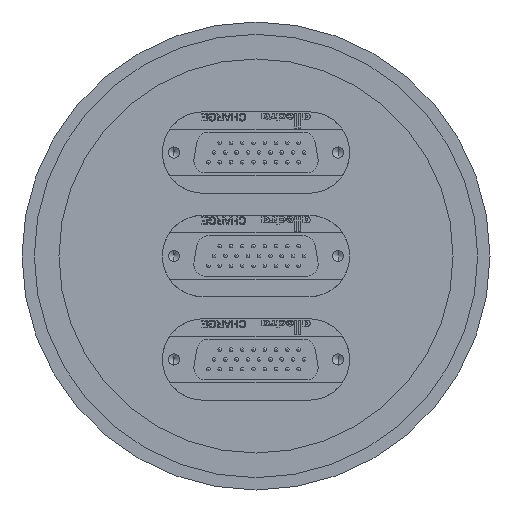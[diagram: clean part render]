
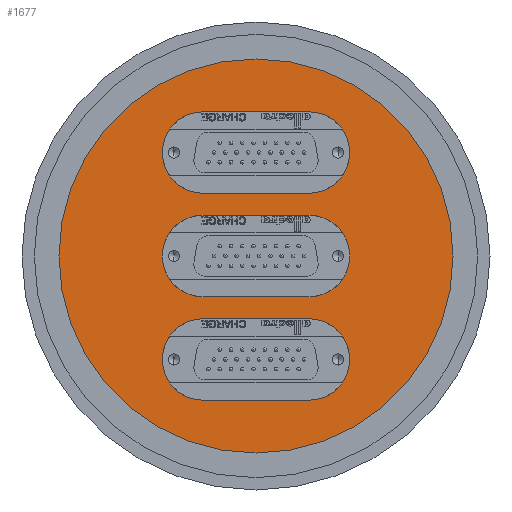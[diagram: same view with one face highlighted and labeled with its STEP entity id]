
A CAD part, front view. The second image highlights one B-rep face of the part: STEP entity #1677.
In plain terms, the highlighted planar face has unit normal (0, -1, 0).
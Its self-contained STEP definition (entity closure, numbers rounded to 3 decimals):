
#300 = CARTESIAN_POINT ( 'NONE',  ( -10.75, -12., 12.75 ) ) ;
#368 = CARTESIAN_POINT ( 'NONE',  ( -10.75, -12., 12.75 ) ) ;
#413 = DIRECTION ( 'NONE',  ( 0., 0., 1. ) ) ;
#603 = EDGE_CURVE ( 'NONE', #5522, #7988, #1818, .T. ) ;
#661 = ORIENTED_EDGE ( 'NONE', *, *, #2381, .T. ) ;
#741 = EDGE_CURVE ( 'NONE', #11354, #5373, #8133, .T. ) ;
#883 = DIRECTION ( 'NONE',  ( 0., 0., 1. ) ) ;
#968 = VERTEX_POINT ( 'NONE', #2581 ) ;
#1234 = ORIENTED_EDGE ( 'NONE', *, *, #7668, .T. ) ;
#1382 = DIRECTION ( 'NONE',  ( 0., 1., 0. ) ) ;
#1484 = AXIS2_PLACEMENT_3D ( 'NONE', #4584, #11484, #2700 ) ;
#1530 = LINE ( 'NONE', #12166, #5331 ) ;
#1609 = VERTEX_POINT ( 'NONE', #7422 ) ;
#1613 = CARTESIAN_POINT ( 'NONE',  ( -10.75, -12., 29.25 ) ) ;
#1677 = ADVANCED_FACE ( 'NONE', ( #4660, #6651, #9390, #1700 ), #6399, .T. ) ;
#1700 = FACE_OUTER_BOUND ( 'NONE', #8290, .T. ) ;
#1785 = LINE ( 'NONE', #2685, #8653 ) ;
#1817 = AXIS2_PLACEMENT_3D ( 'NONE', #10156, #1382, #413 ) ;
#1818 = CIRCLE ( 'NONE', #10823, 8.25 ) ;
#1837 = EDGE_CURVE ( 'NONE', #968, #1609, #9418, .T. ) ;
#2209 = EDGE_CURVE ( 'NONE', #5373, #8640, #11055, .T. ) ;
#2328 = CARTESIAN_POINT ( 'NONE',  ( -10.75, -12., -29.25 ) ) ;
#2381 = EDGE_CURVE ( 'NONE', #7930, #5522, #12233, .T. ) ;
#2388 = DIRECTION ( 'NONE',  ( -1., 0., 0. ) ) ;
#2581 = CARTESIAN_POINT ( 'NONE',  ( 10.75, -12., -12.75 ) ) ;
#2655 = EDGE_CURVE ( 'NONE', #7988, #4221, #7537, .T. ) ;
#2685 = CARTESIAN_POINT ( 'NONE',  ( -10.75, -12., -12.75 ) ) ;
#2700 = DIRECTION ( 'NONE',  ( 0., 0., -1. ) ) ;
#2826 = LINE ( 'NONE', #1613, #10685 ) ;
#2941 = CARTESIAN_POINT ( 'NONE',  ( -10.75, -12., 21. ) ) ;
#2969 = CARTESIAN_POINT ( 'NONE',  ( -10.75, -12., 0. ) ) ;
#3139 = ORIENTED_EDGE ( 'NONE', *, *, #4440, .T. ) ;
#3412 = ORIENTED_EDGE ( 'NONE', *, *, #6559, .T. ) ;
#3551 = ORIENTED_EDGE ( 'NONE', *, *, #7346, .T. ) ;
#3584 = EDGE_LOOP ( 'NONE', ( #3412, #661, #6828, #7648 ) ) ;
#3640 = EDGE_LOOP ( 'NONE', ( #9294, #3551, #10448, #10211 ) ) ;
#3772 = ORIENTED_EDGE ( 'NONE', *, *, #6100, .T. ) ;
#3842 = CARTESIAN_POINT ( 'NONE',  ( 10.75, -12., 29.25 ) ) ;
#3870 = DIRECTION ( 'NONE',  ( 0., 0., 1. ) ) ;
#4083 = CIRCLE ( 'NONE', #1817, 8.25 ) ;
#4221 = VERTEX_POINT ( 'NONE', #10876 ) ;
#4316 = AXIS2_PLACEMENT_3D ( 'NONE', #8612, #9448, #9508 ) ;
#4440 = EDGE_CURVE ( 'NONE', #1609, #11806, #1530, .T. ) ;
#4527 = VERTEX_POINT ( 'NONE', #10861 ) ;
#4584 = CARTESIAN_POINT ( 'NONE',  ( 0., -12., 0. ) ) ;
#4660 = FACE_BOUND ( 'NONE', #8977, .T. ) ;
#4785 = EDGE_CURVE ( 'NONE', #6741, #11354, #4083, .T. ) ;
#4895 = DIRECTION ( 'NONE',  ( 0., 0., -1. ) ) ;
#4898 = EDGE_CURVE ( 'NONE', #11632, #4527, #7784, .T. ) ;
#5075 = CARTESIAN_POINT ( 'NONE',  ( -10.75, -12., 29.25 ) ) ;
#5267 = DIRECTION ( 'NONE',  ( 0., 1., 0. ) ) ;
#5331 = VECTOR ( 'NONE', #7312, 1000. ) ;
#5373 = VERTEX_POINT ( 'NONE', #368 ) ;
#5522 = VERTEX_POINT ( 'NONE', #8202 ) ;
#5550 = DIRECTION ( 'NONE',  ( 1., 0., 0. ) ) ;
#5573 = AXIS2_PLACEMENT_3D ( 'NONE', #2941, #9654, #883 ) ;
#6100 = EDGE_CURVE ( 'NONE', #11806, #10948, #12301, .T. ) ;
#6145 = AXIS2_PLACEMENT_3D ( 'NONE', #6701, #11610, #4895 ) ;
#6294 = CARTESIAN_POINT ( 'NONE',  ( -10.75, -12., -12.75 ) ) ;
#6399 = PLANE ( 'NONE',  #4316 ) ;
#6559 = EDGE_CURVE ( 'NONE', #4221, #7930, #6989, .T. ) ;
#6651 = FACE_BOUND ( 'NONE', #3584, .T. ) ;
#6701 = CARTESIAN_POINT ( 'NONE',  ( 0., -12., 0. ) ) ;
#6706 = DIRECTION ( 'NONE',  ( 0., 1., 0. ) ) ;
#6741 = VERTEX_POINT ( 'NONE', #3842 ) ;
#6774 = AXIS2_PLACEMENT_3D ( 'NONE', #12406, #8746, #9517 ) ;
#6828 = ORIENTED_EDGE ( 'NONE', *, *, #603, .T. ) ;
#6989 = CIRCLE ( 'NONE', #11061, 8.25 ) ;
#7097 = ORIENTED_EDGE ( 'NONE', *, *, #7286, .T. ) ;
#7286 = EDGE_CURVE ( 'NONE', #4527, #11632, #8447, .T. ) ;
#7312 = DIRECTION ( 'NONE',  ( -1., 0., 0. ) ) ;
#7346 = EDGE_CURVE ( 'NONE', #8640, #6741, #2826, .T. ) ;
#7422 = CARTESIAN_POINT ( 'NONE',  ( 10.75, -12., -29.25 ) ) ;
#7537 = LINE ( 'NONE', #10398, #7618 ) ;
#7618 = VECTOR ( 'NONE', #2388, 1000. ) ;
#7648 = ORIENTED_EDGE ( 'NONE', *, *, #2655, .T. ) ;
#7668 = EDGE_CURVE ( 'NONE', #10948, #968, #1785, .T. ) ;
#7784 = CIRCLE ( 'NONE', #6145, 40. ) ;
#7824 = DIRECTION ( 'NONE',  ( 0., 1., 0. ) ) ;
#7930 = VERTEX_POINT ( 'NONE', #10033 ) ;
#7983 = VECTOR ( 'NONE', #10872, 1000. ) ;
#7988 = VERTEX_POINT ( 'NONE', #10165 ) ;
#8133 = LINE ( 'NONE', #300, #7983 ) ;
#8183 = CARTESIAN_POINT ( 'NONE',  ( 10.75, -12., 12.75 ) ) ;
#8202 = CARTESIAN_POINT ( 'NONE',  ( 10.75, -12., 8.25 ) ) ;
#8290 = EDGE_LOOP ( 'NONE', ( #9476, #7097 ) ) ;
#8415 = CARTESIAN_POINT ( 'NONE',  ( 10.75, -12., 0. ) ) ;
#8447 = CIRCLE ( 'NONE', #1484, 40. ) ;
#8612 = CARTESIAN_POINT ( 'NONE',  ( 0., -12., -40. ) ) ;
#8640 = VERTEX_POINT ( 'NONE', #5075 ) ;
#8653 = VECTOR ( 'NONE', #12303, 1000. ) ;
#8746 = DIRECTION ( 'NONE',  ( 0., 1., 0. ) ) ;
#8768 = DIRECTION ( 'NONE',  ( 0., 0., 1. ) ) ;
#8977 = EDGE_LOOP ( 'NONE', ( #3772, #1234, #10403, #3139 ) ) ;
#9159 = DIRECTION ( 'NONE',  ( 1., 0., 0. ) ) ;
#9294 = ORIENTED_EDGE ( 'NONE', *, *, #2209, .T. ) ;
#9385 = DIRECTION ( 'NONE',  ( 0., 0., 1. ) ) ;
#9390 = FACE_BOUND ( 'NONE', #3640, .T. ) ;
#9418 = CIRCLE ( 'NONE', #11875, 8.25 ) ;
#9446 = CARTESIAN_POINT ( 'NONE',  ( 10.75, -12., -21. ) ) ;
#9448 = DIRECTION ( 'NONE',  ( 0., -1., 0. ) ) ;
#9476 = ORIENTED_EDGE ( 'NONE', *, *, #4898, .T. ) ;
#9508 = DIRECTION ( 'NONE',  ( 0., 0., -1. ) ) ;
#9517 = DIRECTION ( 'NONE',  ( 0., 0., 1. ) ) ;
#9654 = DIRECTION ( 'NONE',  ( 0., 1., 0. ) ) ;
#10033 = CARTESIAN_POINT ( 'NONE',  ( -10.75, -12., 8.25 ) ) ;
#10156 = CARTESIAN_POINT ( 'NONE',  ( 10.75, -12., 21. ) ) ;
#10165 = CARTESIAN_POINT ( 'NONE',  ( 10.75, -12., -8.25 ) ) ;
#10211 = ORIENTED_EDGE ( 'NONE', *, *, #741, .T. ) ;
#10398 = CARTESIAN_POINT ( 'NONE',  ( -10.75, -12., -8.25 ) ) ;
#10403 = ORIENTED_EDGE ( 'NONE', *, *, #1837, .T. ) ;
#10448 = ORIENTED_EDGE ( 'NONE', *, *, #4785, .T. ) ;
#10661 = CARTESIAN_POINT ( 'NONE',  ( 0., -12., -40. ) ) ;
#10685 = VECTOR ( 'NONE', #5550, 1000. ) ;
#10823 = AXIS2_PLACEMENT_3D ( 'NONE', #8415, #7824, #8768 ) ;
#10852 = VECTOR ( 'NONE', #9159, 1000. ) ;
#10861 = CARTESIAN_POINT ( 'NONE',  ( 0., -12., 40. ) ) ;
#10872 = DIRECTION ( 'NONE',  ( -1., 0., 0. ) ) ;
#10876 = CARTESIAN_POINT ( 'NONE',  ( -10.75, -12., -8.25 ) ) ;
#10948 = VERTEX_POINT ( 'NONE', #6294 ) ;
#11055 = CIRCLE ( 'NONE', #5573, 8.25 ) ;
#11061 = AXIS2_PLACEMENT_3D ( 'NONE', #2969, #5267, #3870 ) ;
#11341 = CARTESIAN_POINT ( 'NONE',  ( -10.75, -12., 8.25 ) ) ;
#11354 = VERTEX_POINT ( 'NONE', #8183 ) ;
#11484 = DIRECTION ( 'NONE',  ( 0., -1., 0. ) ) ;
#11610 = DIRECTION ( 'NONE',  ( 0., -1., 0. ) ) ;
#11632 = VERTEX_POINT ( 'NONE', #10661 ) ;
#11806 = VERTEX_POINT ( 'NONE', #2328 ) ;
#11875 = AXIS2_PLACEMENT_3D ( 'NONE', #9446, #6706, #9385 ) ;
#12166 = CARTESIAN_POINT ( 'NONE',  ( -10.75, -12., -29.25 ) ) ;
#12233 = LINE ( 'NONE', #11341, #10852 ) ;
#12301 = CIRCLE ( 'NONE', #6774, 8.25 ) ;
#12303 = DIRECTION ( 'NONE',  ( 1., 0., 0. ) ) ;
#12406 = CARTESIAN_POINT ( 'NONE',  ( -10.75, -12., -21. ) ) ;
